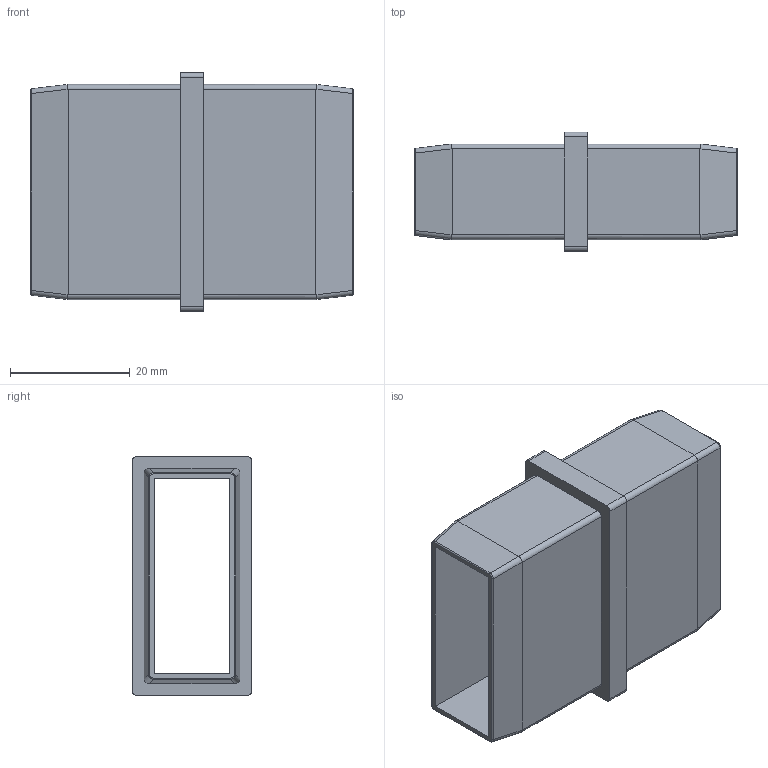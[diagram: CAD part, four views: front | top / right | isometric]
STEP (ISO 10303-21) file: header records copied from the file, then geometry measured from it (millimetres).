
FILE_DESCRIPTION(/* description */ (''),/* implementation_level */ '2;1');
FILE_NAME(/* name */ 'Verbindungsmuffe_X79_par.stp',/* time_stamp */ '2017-05-21T19:46:35+02:00',/* author */ (''),/* organization */ (''),/* preprocessor_version */ 'ST-DEVELOPER v16',/* originating_system */ 'SIEMENS PLM Software NX 11.0',/* authorisation */ '');
FILE_SCHEMA (('AUTOMOTIVE_DESIGN { 1 0 10303 214 3 1 1 1 }'));
Length unit declared in the file: millimetre
Products named in the file (1): Goge10CCFDCC8u9g
Bounding box: 54 x 20 x 40 mm (x, y, z)
Volume: 9311.2 mm3; surface area: 11078.9 mm2
Topology: 1 solids, 1 shells, 64 faces, 164 edges, 104 vertices
Faces by surface type: plane 28, cylinder 28, bspline 8
Entity records: 2188 total; most frequent: CARTESIAN_POINT 565, DIRECTION 350, ORIENTED_EDGE 328, EDGE_CURVE 164, AXIS2_PLACEMENT_3D 129, VERTEX_POINT 104, LINE 92, VECTOR 92
